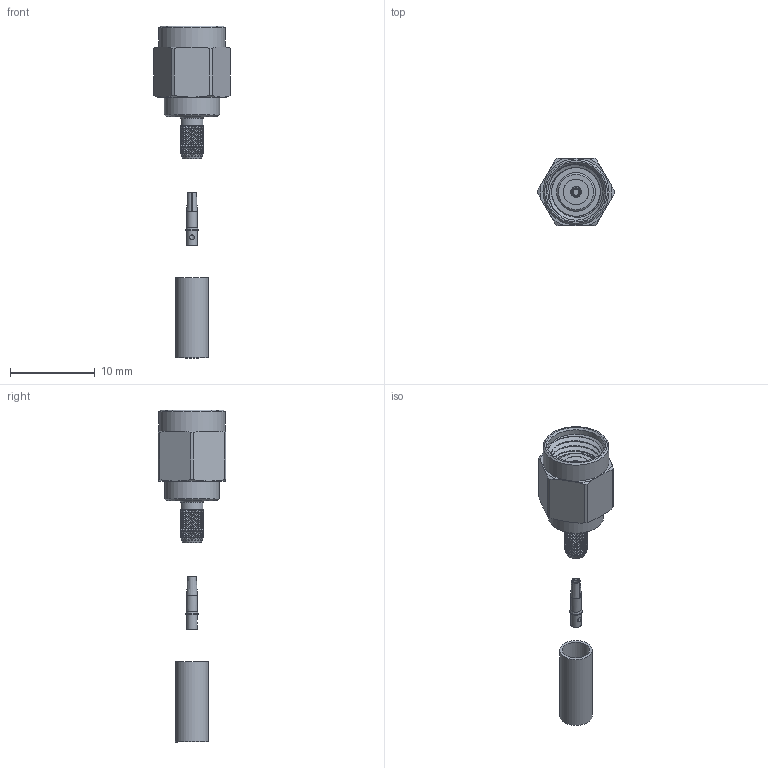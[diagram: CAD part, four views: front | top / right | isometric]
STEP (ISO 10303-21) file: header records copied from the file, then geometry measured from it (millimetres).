
FILE_DESCRIPTION(/* description */ ('Unknown'),/* implementation_level */ '2;1');
FILE_NAME(/* name */ '63046020110320',/* time_stamp */ '2021-03-29T08:57:51+02:00',/* author */ ('Unknown'),/* organization */ ('Unknown'),/* preprocessor_version */ 'ST-DEVELOPER v16.7',/* originating_system */ 'DEX',/* authorisation */ $);
FILE_SCHEMA (('AUTOMOTIVE_DESIGN {1 0 10303 214 3 1 1}'));
Products named in the file (9): 63046020110320_All; 60346021210320_ferrule; 60326421110320_CenterPin; 63046020110320; 63046020110320_connector body; 60346021210320_retainer ring; 60346021210320_gasket; 63046020110320_insulator; 60346021210320_shell
Assembly tree (8 placements, depth 3):
  63046020110320_All
    60346021210320_ferrule
    60326421110320_CenterPin
    63046020110320
      63046020110320_connector body
      60346021210320_retainer ring
      60346021210320_gasket
      63046020110320_insulator
      60346021210320_shell
Bounding box: 9.04 x 8 x 39.2 mm (x, y, z)
Volume: 427.2 mm3; surface area: 1309.3 mm2
Topology: 7 solids, 7 shells, 1827 faces, 3717 edges, 1914 vertices
Faces by surface type: bspline 1362, cylinder 351, plane 65, cone 39, torus 10
Full cylindrical faces by diameter (mm): 0.6 x2, 1.27 x3, 1.43 x1, 1.7 x1, 1.8 x1, 2.7 x1, 2.9 x1, 3 x2, 3.2 x1, 3.9 x1, 4.5 x1, 4.56 x1, 4.75 x1, 6 x1, 6.5 x2, 6.66 x6, 7 x1, 7.8 x1
Entity records: 81790 total; most frequent: CARTESIAN_POINT 58910, ORIENTED_EDGE 7300, EDGE_CURVE 3650, VERTEX_POINT 1892, EDGE_LOOP 1886, FACE_BOUND 1886, ADVANCED_FACE 1823, B_SPLINE_CURVE_WITH_KNOTS 1547
